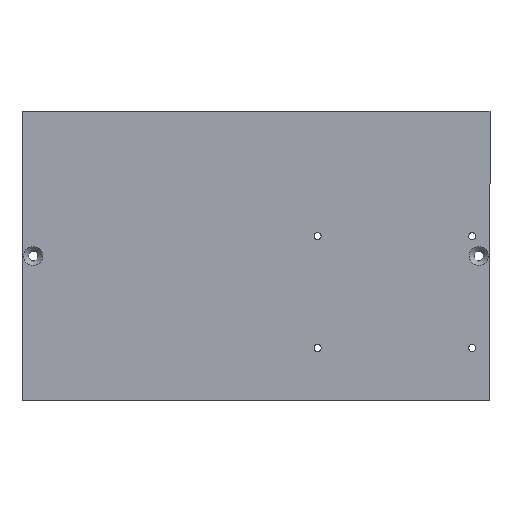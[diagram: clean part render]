
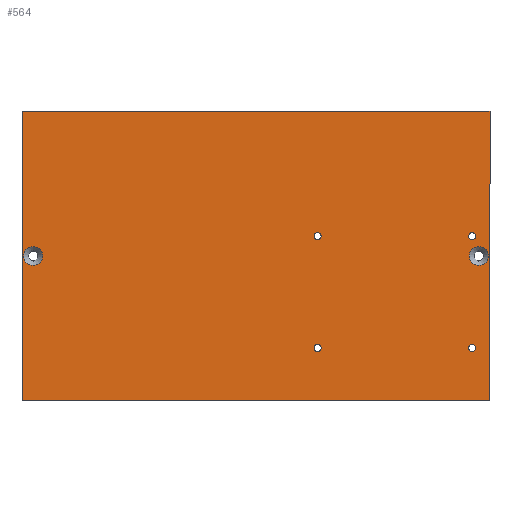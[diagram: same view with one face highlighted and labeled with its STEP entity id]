
A CAD part, front view. The second image highlights one B-rep face of the part: STEP entity #564.
In plain terms, the highlighted planar face has unit normal (0, -1, 0).
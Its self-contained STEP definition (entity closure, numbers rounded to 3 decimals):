
#40 = AXIS2_PLACEMENT_3D ( 'NONE', #2655, #65, #282 ) ;
#41 = CARTESIAN_POINT ( 'NONE',  ( 0., 0., 0. ) ) ;
#63 = AXIS2_PLACEMENT_3D ( 'NONE', #1831, #2730, #2519 ) ;
#65 = DIRECTION ( 'NONE',  ( 0., 1., 0. ) ) ;
#66 = DIRECTION ( 'NONE',  ( 0., 0., 1. ) ) ;
#78 = CIRCLE ( 'NONE', #979, 4. ) ;
#95 = VERTEX_POINT ( 'NONE', #1624 ) ;
#99 = EDGE_CURVE ( 'NONE', #2049, #2167, #1118, .T. ) ;
#165 = ORIENTED_EDGE ( 'NONE', *, *, #2715, .F. ) ;
#166 = CARTESIAN_POINT ( 'NONE',  ( 98.4, 0., -60.9 ) ) ;
#205 = CARTESIAN_POINT ( 'NONE',  ( -98.4, 0., 60.9 ) ) ;
#212 = EDGE_CURVE ( 'NONE', #2454, #2049, #2372, .T. ) ;
#219 = VERTEX_POINT ( 'NONE', #822 ) ;
#220 = CIRCLE ( 'NONE', #63, 1.5 ) ;
#228 = PLANE ( 'NONE',  #427 ) ;
#282 = DIRECTION ( 'NONE',  ( 0., 0., 1. ) ) ;
#318 = ORIENTED_EDGE ( 'NONE', *, *, #2677, .T. ) ;
#323 = AXIS2_PLACEMENT_3D ( 'NONE', #1627, #936, #2309 ) ;
#346 = EDGE_CURVE ( 'NONE', #2630, #1827, #78, .T. ) ;
#364 = VERTEX_POINT ( 'NONE', #2758 ) ;
#409 = AXIS2_PLACEMENT_3D ( 'NONE', #2866, #559, #2176 ) ;
#417 = DIRECTION ( 'NONE',  ( 0., 1., 0. ) ) ;
#427 = AXIS2_PLACEMENT_3D ( 'NONE', #41, #1243, #66 ) ;
#438 = EDGE_CURVE ( 'NONE', #1909, #219, #878, .T. ) ;
#478 = CARTESIAN_POINT ( 'NONE',  ( 25.9, 0., 9.8 ) ) ;
#492 = EDGE_CURVE ( 'NONE', #2402, #2454, #1809, .T. ) ;
#498 = DIRECTION ( 'NONE',  ( 0., 0., 1. ) ) ;
#527 = VERTEX_POINT ( 'NONE', #2363 ) ;
#559 = DIRECTION ( 'NONE',  ( 0., 1., 0. ) ) ;
#564 = ADVANCED_FACE ( 'NONE', ( #2106, #704, #1417, #2828, #2779, #2331, #719 ), #228, .F. ) ;
#589 = CARTESIAN_POINT ( 'NONE',  ( -98.4, 0., -60.9 ) ) ;
#592 = ORIENTED_EDGE ( 'NONE', *, *, #3024, .F. ) ;
#605 = ORIENTED_EDGE ( 'NONE', *, *, #1153, .F. ) ;
#626 = EDGE_CURVE ( 'NONE', #1862, #364, #1283, .T. ) ;
#633 = AXIS2_PLACEMENT_3D ( 'NONE', #973, #1886, #990 ) ;
#656 = DIRECTION ( 'NONE',  ( -1., 0., 0. ) ) ;
#704 = FACE_BOUND ( 'NONE', #1189, .T. ) ;
#719 = FACE_OUTER_BOUND ( 'NONE', #2132, .T. ) ;
#749 = EDGE_CURVE ( 'NONE', #2090, #2114, #2055, .T. ) ;
#783 = DIRECTION ( 'NONE',  ( 0., 1., 0. ) ) ;
#792 = CIRCLE ( 'NONE', #943, 1.5 ) ;
#809 = CARTESIAN_POINT ( 'NONE',  ( -93.7, 0., 4. ) ) ;
#817 = CARTESIAN_POINT ( 'NONE',  ( -98.4, 0., 60.9 ) ) ;
#822 = CARTESIAN_POINT ( 'NONE',  ( 25.9, 0., 6.8 ) ) ;
#869 = CARTESIAN_POINT ( 'NONE',  ( 25.9, 0., -37.2 ) ) ;
#871 = CARTESIAN_POINT ( 'NONE',  ( 25.9, 0., 8.3 ) ) ;
#878 = CIRCLE ( 'NONE', #1130, 1.5 ) ;
#899 = DIRECTION ( 'NONE',  ( 0., 0., -1. ) ) ;
#936 = DIRECTION ( 'NONE',  ( 0., 1., 0. ) ) ;
#943 = AXIS2_PLACEMENT_3D ( 'NONE', #980, #2160, #498 ) ;
#973 = CARTESIAN_POINT ( 'NONE',  ( 93.7, 0., 0. ) ) ;
#975 = ORIENTED_EDGE ( 'NONE', *, *, #1086, .T. ) ;
#979 = AXIS2_PLACEMENT_3D ( 'NONE', #1111, #2032, #2692 ) ;
#980 = CARTESIAN_POINT ( 'NONE',  ( 25.9, 0., -38.7 ) ) ;
#990 = DIRECTION ( 'NONE',  ( 0., 0., -1. ) ) ;
#1010 = DIRECTION ( 'NONE',  ( 0., 0., -1. ) ) ;
#1086 = EDGE_CURVE ( 'NONE', #95, #1979, #2093, .T. ) ;
#1111 = CARTESIAN_POINT ( 'NONE',  ( -93.7, 0., 0. ) ) ;
#1118 = LINE ( 'NONE', #205, #1611 ) ;
#1130 = AXIS2_PLACEMENT_3D ( 'NONE', #871, #417, #2234 ) ;
#1146 = CARTESIAN_POINT ( 'NONE',  ( 93.7, 0., 4. ) ) ;
#1153 = EDGE_CURVE ( 'NONE', #2114, #2090, #2585, .T. ) ;
#1189 = EDGE_LOOP ( 'NONE', ( #1914, #1700 ) ) ;
#1225 = CARTESIAN_POINT ( 'NONE',  ( -93.7, 0., 0. ) ) ;
#1243 = DIRECTION ( 'NONE',  ( 0., 1., 0. ) ) ;
#1257 = EDGE_CURVE ( 'NONE', #1979, #95, #1386, .T. ) ;
#1264 = CARTESIAN_POINT ( 'NONE',  ( 90.9, 0., -38.7 ) ) ;
#1277 = AXIS2_PLACEMENT_3D ( 'NONE', #2449, #1285, #1962 ) ;
#1283 = CIRCLE ( 'NONE', #2992, 1.5 ) ;
#1285 = DIRECTION ( 'NONE',  ( 0., -1., 0. ) ) ;
#1386 = CIRCLE ( 'NONE', #323, 1.5 ) ;
#1387 = CARTESIAN_POINT ( 'NONE',  ( 90.9, 0., 6.8 ) ) ;
#1417 = FACE_BOUND ( 'NONE', #2230, .T. ) ;
#1425 = VERTEX_POINT ( 'NONE', #869 ) ;
#1426 = ORIENTED_EDGE ( 'NONE', *, *, #438, .T. ) ;
#1458 = EDGE_LOOP ( 'NONE', ( #165, #1468 ) ) ;
#1468 = ORIENTED_EDGE ( 'NONE', *, *, #346, .F. ) ;
#1472 = DIRECTION ( 'NONE',  ( 0., 0., 1. ) ) ;
#1543 = EDGE_LOOP ( 'NONE', ( #2999, #975 ) ) ;
#1544 = CARTESIAN_POINT ( 'NONE',  ( 93.7, 0., -4. ) ) ;
#1552 = DIRECTION ( 'NONE',  ( 0., 1., 0. ) ) ;
#1605 = CARTESIAN_POINT ( 'NONE',  ( -93.7, 0., -4. ) ) ;
#1611 = VECTOR ( 'NONE', #2319, 1000. ) ;
#1624 = CARTESIAN_POINT ( 'NONE',  ( 90.9, 0., -40.2 ) ) ;
#1627 = CARTESIAN_POINT ( 'NONE',  ( 90.9, 0., -38.7 ) ) ;
#1690 = CARTESIAN_POINT ( 'NONE',  ( -98.4, 0., -60.9 ) ) ;
#1700 = ORIENTED_EDGE ( 'NONE', *, *, #626, .T. ) ;
#1717 = CIRCLE ( 'NONE', #40, 1.5 ) ;
#1738 = CIRCLE ( 'NONE', #409, 1.5 ) ;
#1739 = DIRECTION ( 'NONE',  ( 0., -1., 0. ) ) ;
#1753 = CARTESIAN_POINT ( 'NONE',  ( 98.4, 0., -60.9 ) ) ;
#1809 = LINE ( 'NONE', #2764, #1985 ) ;
#1827 = VERTEX_POINT ( 'NONE', #1605 ) ;
#1831 = CARTESIAN_POINT ( 'NONE',  ( 90.9, 0., 8.3 ) ) ;
#1836 = EDGE_CURVE ( 'NONE', #364, #1862, #220, .T. ) ;
#1862 = VERTEX_POINT ( 'NONE', #1387 ) ;
#1886 = DIRECTION ( 'NONE',  ( 0., -1., 0. ) ) ;
#1909 = VERTEX_POINT ( 'NONE', #478 ) ;
#1914 = ORIENTED_EDGE ( 'NONE', *, *, #1836, .T. ) ;
#1962 = DIRECTION ( 'NONE',  ( 0., 0., -1. ) ) ;
#1979 = VERTEX_POINT ( 'NONE', #2901 ) ;
#1985 = VECTOR ( 'NONE', #656, 1000. ) ;
#1987 = DIRECTION ( 'NONE',  ( 0., 0., 1. ) ) ;
#2018 = ORIENTED_EDGE ( 'NONE', *, *, #492, .F. ) ;
#2032 = DIRECTION ( 'NONE',  ( 0., -1., 0. ) ) ;
#2049 = VERTEX_POINT ( 'NONE', #817 ) ;
#2055 = CIRCLE ( 'NONE', #633, 4. ) ;
#2059 = EDGE_CURVE ( 'NONE', #219, #1909, #1738, .T. ) ;
#2090 = VERTEX_POINT ( 'NONE', #1544 ) ;
#2093 = CIRCLE ( 'NONE', #2683, 1.5 ) ;
#2106 = FACE_BOUND ( 'NONE', #1543, .T. ) ;
#2114 = VERTEX_POINT ( 'NONE', #1146 ) ;
#2132 = EDGE_LOOP ( 'NONE', ( #592, #2701, #2748, #2018 ) ) ;
#2160 = DIRECTION ( 'NONE',  ( 0., 1., 0. ) ) ;
#2167 = VERTEX_POINT ( 'NONE', #3030 ) ;
#2176 = DIRECTION ( 'NONE',  ( 0., 0., 1. ) ) ;
#2203 = ORIENTED_EDGE ( 'NONE', *, *, #2059, .T. ) ;
#2220 = ORIENTED_EDGE ( 'NONE', *, *, #2652, .T. ) ;
#2230 = EDGE_LOOP ( 'NONE', ( #1426, #2203 ) ) ;
#2234 = DIRECTION ( 'NONE',  ( 0., 0., 1. ) ) ;
#2309 = DIRECTION ( 'NONE',  ( 0., 0., 1. ) ) ;
#2319 = DIRECTION ( 'NONE',  ( 1., 0., 0. ) ) ;
#2331 = FACE_BOUND ( 'NONE', #1458, .T. ) ;
#2333 = ORIENTED_EDGE ( 'NONE', *, *, #749, .F. ) ;
#2363 = CARTESIAN_POINT ( 'NONE',  ( 25.9, 0., -40.2 ) ) ;
#2372 = LINE ( 'NONE', #1690, #3035 ) ;
#2402 = VERTEX_POINT ( 'NONE', #1753 ) ;
#2449 = CARTESIAN_POINT ( 'NONE',  ( 93.7, 0., 0. ) ) ;
#2454 = VERTEX_POINT ( 'NONE', #589 ) ;
#2519 = DIRECTION ( 'NONE',  ( 0., 0., 1. ) ) ;
#2543 = AXIS2_PLACEMENT_3D ( 'NONE', #1225, #1739, #1010 ) ;
#2560 = EDGE_LOOP ( 'NONE', ( #2220, #318 ) ) ;
#2585 = CIRCLE ( 'NONE', #1277, 4. ) ;
#2630 = VERTEX_POINT ( 'NONE', #809 ) ;
#2652 = EDGE_CURVE ( 'NONE', #1425, #527, #792, .T. ) ;
#2655 = CARTESIAN_POINT ( 'NONE',  ( 25.9, 0., -38.7 ) ) ;
#2677 = EDGE_CURVE ( 'NONE', #527, #1425, #1717, .T. ) ;
#2683 = AXIS2_PLACEMENT_3D ( 'NONE', #1264, #783, #2933 ) ;
#2692 = DIRECTION ( 'NONE',  ( 0., 0., -1. ) ) ;
#2701 = ORIENTED_EDGE ( 'NONE', *, *, #99, .F. ) ;
#2715 = EDGE_CURVE ( 'NONE', #1827, #2630, #2955, .T. ) ;
#2730 = DIRECTION ( 'NONE',  ( 0., 1., 0. ) ) ;
#2748 = ORIENTED_EDGE ( 'NONE', *, *, #212, .F. ) ;
#2758 = CARTESIAN_POINT ( 'NONE',  ( 90.9, 0., 9.8 ) ) ;
#2764 = CARTESIAN_POINT ( 'NONE',  ( -98.4, 0., -60.9 ) ) ;
#2779 = FACE_BOUND ( 'NONE', #2805, .T. ) ;
#2805 = EDGE_LOOP ( 'NONE', ( #2333, #605 ) ) ;
#2828 = FACE_BOUND ( 'NONE', #2560, .T. ) ;
#2866 = CARTESIAN_POINT ( 'NONE',  ( 25.9, 0., 8.3 ) ) ;
#2901 = CARTESIAN_POINT ( 'NONE',  ( 90.9, 0., -37.2 ) ) ;
#2906 = VECTOR ( 'NONE', #899, 1000. ) ;
#2933 = DIRECTION ( 'NONE',  ( 0., 0., 1. ) ) ;
#2955 = CIRCLE ( 'NONE', #2543, 4. ) ;
#2990 = CARTESIAN_POINT ( 'NONE',  ( 90.9, 0., 8.3 ) ) ;
#2992 = AXIS2_PLACEMENT_3D ( 'NONE', #2990, #1552, #1987 ) ;
#2999 = ORIENTED_EDGE ( 'NONE', *, *, #1257, .T. ) ;
#3009 = LINE ( 'NONE', #166, #2906 ) ;
#3024 = EDGE_CURVE ( 'NONE', #2167, #2402, #3009, .T. ) ;
#3030 = CARTESIAN_POINT ( 'NONE',  ( 98.4, 0., 60.9 ) ) ;
#3035 = VECTOR ( 'NONE', #1472, 1000. ) ;
